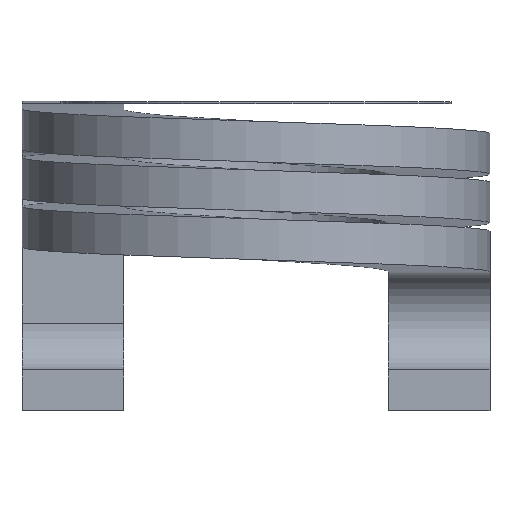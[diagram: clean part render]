
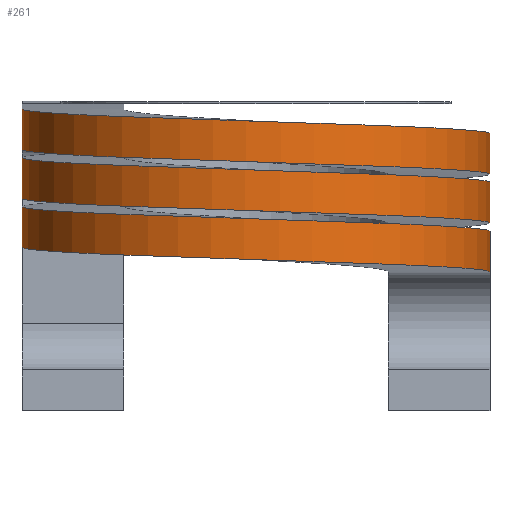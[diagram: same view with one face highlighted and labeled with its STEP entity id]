
A CAD part, front view. The second image highlights one B-rep face of the part: STEP entity #261.
In plain terms, the highlighted cylindrical face has radius 5.75 mm (diameter 11.5 mm), a partial arc.
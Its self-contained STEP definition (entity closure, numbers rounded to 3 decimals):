
#261 = ADVANCED_FACE( '', ( #552 ), #553, .T. );
#552 = FACE_OUTER_BOUND( '', #993, .T. );
#553 = CYLINDRICAL_SURFACE( '', #994, 5.75 );
#993 = EDGE_LOOP( '', ( #1844, #1845, #1846, #1847 ) );
#994 = AXIS2_PLACEMENT_3D( '', #1848, #1849, #1850 );
#1844 = ORIENTED_EDGE( '', *, *, #2658, .F. );
#1845 = ORIENTED_EDGE( '', *, *, #2659, .F. );
#1846 = ORIENTED_EDGE( '', *, *, #2660, .T. );
#1847 = ORIENTED_EDGE( '', *, *, #2595, .T. );
#1848 = CARTESIAN_POINT( '', ( 0., 0., -2.5 ) );
#1849 = DIRECTION( '', ( 0., 0., -1. ) );
#1850 = DIRECTION( '', ( 1., 0., 0. ) );
#2595 = EDGE_CURVE( '', #2998, #3054, #3056, .T. );
#2658 = EDGE_CURVE( '', #3152, #3054, #3153, .T. );
#2659 = EDGE_CURVE( '', #3154, #3152, #3155, .T. );
#2660 = EDGE_CURVE( '', #3154, #2998, #3156, .T. );
#2998 = VERTEX_POINT( '', #3969 );
#3054 = VERTEX_POINT( '', #4108 );
#3056 = ( BOUNDED_CURVE(  )B_SPLINE_CURVE( 2, ( #4113, #4114, #4115, #4116, #4117, #4118, #4119, #4120, #4121, #4122, #4123, #4124, #4125, #4126, #4127, #4128, #4129, #4130, #4131, #4132, #4133, #4134, #4135, #4136, #4137, #4138, #4139, #4140, #4141, #4142, #4143 ), .UNSPECIFIED., .F., .F. )B_SPLINE_CURVE_WITH_KNOTS( ( 3, 2, 2, 2, 2, 2, 2, 2, 2, 2, 2, 2, 2, 2, 2, 3 ), ( 0., 0.056, 0.111, 0.167, 0.222, 0.278, 0.333, 0.389, 0.444, 0.5, 0.556, 0.611, 0.667, 0.722, 0.778, 0.833 ), .UNSPECIFIED. )CURVE(  )GEOMETRIC_REPRESENTATION_ITEM(  )RATIONAL_B_SPLINE_CURVE( ( 1., 0.866, 1., 0.866, 1., 0.866, 1., 0.866, 1., 0.866, 1., 0.866, 1., 0.866, 1., 0.866, 1., 0.866, 1., 0.866, 1., 0.866, 1., 0.866, 1., 0.866, 1., 0.866, 1., 0.866, 1. ) )REPRESENTATION_ITEM( '' ) );
#3152 = VERTEX_POINT( '', #4318 );
#3153 = LINE( '', #4319, #4320 );
#3154 = VERTEX_POINT( '', #4321 );
#3155 = ( BOUNDED_CURVE(  )B_SPLINE_CURVE( 2, ( #4324, #4325, #4326, #4327, #4328, #4329, #4330, #4331, #4332, #4333, #4334, #4335, #4336, #4337, #4338, #4339, #4340, #4341, #4342, #4343, #4344, #4345, #4346, #4347, #4348, #4349, #4350, #4351, #4352, #4353, #4354 ), .UNSPECIFIED., .F., .F. )B_SPLINE_CURVE_WITH_KNOTS( ( 3, 2, 2, 2, 2, 2, 2, 2, 2, 2, 2, 2, 2, 2, 2, 3 ), ( 0., 0.056, 0.111, 0.167, 0.222, 0.278, 0.333, 0.389, 0.444, 0.5, 0.556, 0.611, 0.667, 0.722, 0.778, 0.833 ), .UNSPECIFIED. )CURVE(  )GEOMETRIC_REPRESENTATION_ITEM(  )RATIONAL_B_SPLINE_CURVE( ( 1., 0.866, 1., 0.866, 1., 0.866, 1., 0.866, 1., 0.866, 1., 0.866, 1., 0.866, 1., 0.866, 1., 0.866, 1., 0.866, 1., 0.866, 1., 0.866, 1., 0.866, 1., 0.866, 1., 0.866, 1. ) )REPRESENTATION_ITEM( '' ) );
#3156 = LINE( '', #4360, #4361 );
#3969 = CARTESIAN_POINT( '', ( 5.75, 0., 0.5 ) );
#4108 = CARTESIAN_POINT( '', ( -5.75, 0., 3.5 ) );
#4113 = CARTESIAN_POINT( '', ( 5.75, 0., 0.5 ) );
#4114 = CARTESIAN_POINT( '', ( 5.75, -3.32, 0.6 ) );
#4115 = CARTESIAN_POINT( '', ( 2.875, -4.98, 0.7 ) );
#4116 = CARTESIAN_POINT( '', ( 0., -6.64, 0.8 ) );
#4117 = CARTESIAN_POINT( '', ( -2.875, -4.98, 0.9 ) );
#4118 = CARTESIAN_POINT( '', ( -5.75, -3.32, 1. ) );
#4119 = CARTESIAN_POINT( '', ( -5.75, 0., 1.1 ) );
#4120 = CARTESIAN_POINT( '', ( -5.75, 3.32, 1.2 ) );
#4121 = CARTESIAN_POINT( '', ( -2.875, 4.98, 1.3 ) );
#4122 = CARTESIAN_POINT( '', ( 0., 6.64, 1.4 ) );
#4123 = CARTESIAN_POINT( '', ( 2.875, 4.98, 1.5 ) );
#4124 = CARTESIAN_POINT( '', ( 5.75, 3.32, 1.6 ) );
#4125 = CARTESIAN_POINT( '', ( 5.75, 0., 1.7 ) );
#4126 = CARTESIAN_POINT( '', ( 5.75, -3.32, 1.8 ) );
#4127 = CARTESIAN_POINT( '', ( 2.875, -4.98, 1.9 ) );
#4128 = CARTESIAN_POINT( '', ( 0., -6.64, 2. ) );
#4129 = CARTESIAN_POINT( '', ( -2.875, -4.98, 2.1 ) );
#4130 = CARTESIAN_POINT( '', ( -5.75, -3.32, 2.2 ) );
#4131 = CARTESIAN_POINT( '', ( -5.75, 0., 2.3 ) );
#4132 = CARTESIAN_POINT( '', ( -5.75, 3.32, 2.4 ) );
#4133 = CARTESIAN_POINT( '', ( -2.875, 4.98, 2.5 ) );
#4134 = CARTESIAN_POINT( '', ( 0., 6.64, 2.6 ) );
#4135 = CARTESIAN_POINT( '', ( 2.875, 4.98, 2.7 ) );
#4136 = CARTESIAN_POINT( '', ( 5.75, 3.32, 2.8 ) );
#4137 = CARTESIAN_POINT( '', ( 5.75, 0., 2.9 ) );
#4138 = CARTESIAN_POINT( '', ( 5.75, -3.32, 3. ) );
#4139 = CARTESIAN_POINT( '', ( 2.875, -4.98, 3.1 ) );
#4140 = CARTESIAN_POINT( '', ( 0., -6.64, 3.2 ) );
#4141 = CARTESIAN_POINT( '', ( -2.875, -4.98, 3.3 ) );
#4142 = CARTESIAN_POINT( '', ( -5.75, -3.32, 3.4 ) );
#4143 = CARTESIAN_POINT( '', ( -5.75, 0., 3.5 ) );
#4318 = CARTESIAN_POINT( '', ( -5.75, 0., 2.5 ) );
#4319 = CARTESIAN_POINT( '', ( -5.75, 0., 2.5 ) );
#4320 = VECTOR( '', #4954, 1000. );
#4321 = CARTESIAN_POINT( '', ( 5.75, 0., -0.5 ) );
#4324 = CARTESIAN_POINT( '', ( 5.75, 0., -0.5 ) );
#4325 = CARTESIAN_POINT( '', ( 5.75, -3.32, -0.4 ) );
#4326 = CARTESIAN_POINT( '', ( 2.875, -4.98, -0.3 ) );
#4327 = CARTESIAN_POINT( '', ( 0., -6.64, -0.2 ) );
#4328 = CARTESIAN_POINT( '', ( -2.875, -4.98, -0.1 ) );
#4329 = CARTESIAN_POINT( '', ( -5.75, -3.32, 0. ) );
#4330 = CARTESIAN_POINT( '', ( -5.75, 0., 0.1 ) );
#4331 = CARTESIAN_POINT( '', ( -5.75, 3.32, 0.2 ) );
#4332 = CARTESIAN_POINT( '', ( -2.875, 4.98, 0.3 ) );
#4333 = CARTESIAN_POINT( '', ( 0., 6.64, 0.4 ) );
#4334 = CARTESIAN_POINT( '', ( 2.875, 4.98, 0.5 ) );
#4335 = CARTESIAN_POINT( '', ( 5.75, 3.32, 0.6 ) );
#4336 = CARTESIAN_POINT( '', ( 5.75, 0., 0.7 ) );
#4337 = CARTESIAN_POINT( '', ( 5.75, -3.32, 0.8 ) );
#4338 = CARTESIAN_POINT( '', ( 2.875, -4.98, 0.9 ) );
#4339 = CARTESIAN_POINT( '', ( 0., -6.64, 1. ) );
#4340 = CARTESIAN_POINT( '', ( -2.875, -4.98, 1.1 ) );
#4341 = CARTESIAN_POINT( '', ( -5.75, -3.32, 1.2 ) );
#4342 = CARTESIAN_POINT( '', ( -5.75, 0., 1.3 ) );
#4343 = CARTESIAN_POINT( '', ( -5.75, 3.32, 1.4 ) );
#4344 = CARTESIAN_POINT( '', ( -2.875, 4.98, 1.5 ) );
#4345 = CARTESIAN_POINT( '', ( 0., 6.64, 1.6 ) );
#4346 = CARTESIAN_POINT( '', ( 2.875, 4.98, 1.7 ) );
#4347 = CARTESIAN_POINT( '', ( 5.75, 3.32, 1.8 ) );
#4348 = CARTESIAN_POINT( '', ( 5.75, 0., 1.9 ) );
#4349 = CARTESIAN_POINT( '', ( 5.75, -3.32, 2. ) );
#4350 = CARTESIAN_POINT( '', ( 2.875, -4.98, 2.1 ) );
#4351 = CARTESIAN_POINT( '', ( 0., -6.64, 2.2 ) );
#4352 = CARTESIAN_POINT( '', ( -2.875, -4.98, 2.3 ) );
#4353 = CARTESIAN_POINT( '', ( -5.75, -3.32, 2.4 ) );
#4354 = CARTESIAN_POINT( '', ( -5.75, 0., 2.5 ) );
#4360 = CARTESIAN_POINT( '', ( 5.75, 0., -0.5 ) );
#4361 = VECTOR( '', #4955, 1000. );
#4954 = DIRECTION( '', ( 0., 0., 1. ) );
#4955 = DIRECTION( '', ( 0., 0., 1. ) );
